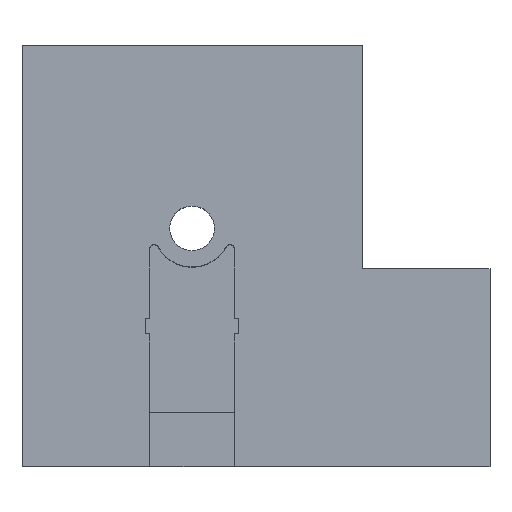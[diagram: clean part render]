
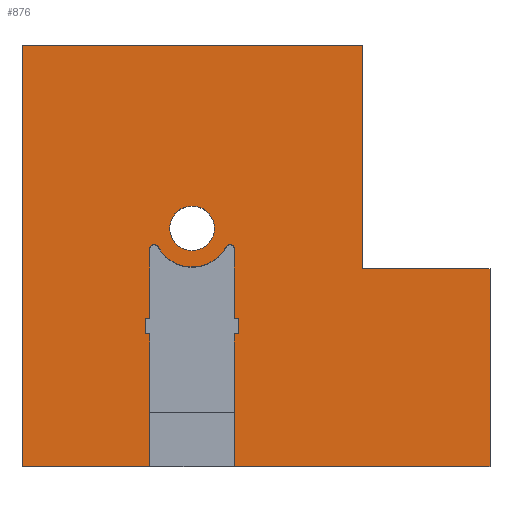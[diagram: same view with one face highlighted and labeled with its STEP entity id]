
A CAD part, top view. The second image highlights one B-rep face of the part: STEP entity #876.
In plain terms, the highlighted planar face has unit normal (0, 0, 1).
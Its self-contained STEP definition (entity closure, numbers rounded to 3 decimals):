
#712=AXIS2_PLACEMENT_3D('Plane Axis2P3D',#709,#710,#711) ;
#784=AXIS2_PLACEMENT_3D('Circle Axis2P3D',#782,#783,$) ;
#791=AXIS2_PLACEMENT_3D('Circle Axis2P3D',#789,#790,$) ;
#798=AXIS2_PLACEMENT_3D('Circle Axis2P3D',#796,#797,$) ;
#860=AXIS2_PLACEMENT_3D('Circle Axis2P3D',#858,#859,$) ;
#869=AXIS2_PLACEMENT_3D('Circle Axis2P3D',#867,#868,$) ;
#36=CARTESIAN_POINT('Line Origine',(4.29,0.,14.9)) ;
#40=CARTESIAN_POINT('Vertex',(8.58,0.,14.9)) ;
#42=CARTESIAN_POINT('Vertex',(0.,0.,14.9)) ;
#63=CARTESIAN_POINT('Vertex',(31.45,0.,14.9)) ;
#66=CARTESIAN_POINT('Line Origine',(22.865,0.,14.9)) ;
#70=CARTESIAN_POINT('Vertex',(14.28,0.,14.9)) ;
#709=CARTESIAN_POINT('Axis2P3D Location',(0.,28.3,14.9)) ;
#714=CARTESIAN_POINT('Line Origine',(31.45,6.65,14.9)) ;
#718=CARTESIAN_POINT('Vertex',(31.45,13.3,14.9)) ;
#721=CARTESIAN_POINT('Line Origine',(27.155,13.3,14.9)) ;
#725=CARTESIAN_POINT('Vertex',(22.86,13.3,14.9)) ;
#728=CARTESIAN_POINT('Line Origine',(22.86,20.8,14.9)) ;
#732=CARTESIAN_POINT('Vertex',(22.86,28.3,14.9)) ;
#735=CARTESIAN_POINT('Line Origine',(11.43,28.3,14.9)) ;
#739=CARTESIAN_POINT('Vertex',(0.,28.3,14.9)) ;
#742=CARTESIAN_POINT('Line Origine',(0.,14.15,14.9)) ;
#747=CARTESIAN_POINT('Line Origine',(8.58,4.45,14.9)) ;
#751=CARTESIAN_POINT('Vertex',(8.58,8.9,14.9)) ;
#754=CARTESIAN_POINT('Line Origine',(8.43,8.9,14.9)) ;
#758=CARTESIAN_POINT('Vertex',(8.28,8.9,14.9)) ;
#761=CARTESIAN_POINT('Line Origine',(8.28,9.425,14.9)) ;
#765=CARTESIAN_POINT('Vertex',(8.28,9.95,14.9)) ;
#768=CARTESIAN_POINT('Line Origine',(8.43,9.95,14.9)) ;
#772=CARTESIAN_POINT('Vertex',(8.58,9.95,14.9)) ;
#775=CARTESIAN_POINT('Line Origine',(8.58,12.284,14.9)) ;
#779=CARTESIAN_POINT('Vertex',(8.58,14.619,14.9)) ;
#782=CARTESIAN_POINT('Axis2P3D Location',(8.88,14.619,14.9)) ;
#786=CARTESIAN_POINT('Vertex',(9.144,14.762,14.9)) ;
#789=CARTESIAN_POINT('Axis2P3D Location',(11.43,16.,14.9)) ;
#793=CARTESIAN_POINT('Vertex',(13.716,14.762,14.9)) ;
#796=CARTESIAN_POINT('Axis2P3D Location',(13.98,14.619,14.9)) ;
#800=CARTESIAN_POINT('Vertex',(14.28,14.619,14.9)) ;
#803=CARTESIAN_POINT('Line Origine',(14.28,12.284,14.9)) ;
#807=CARTESIAN_POINT('Vertex',(14.28,9.95,14.9)) ;
#810=CARTESIAN_POINT('Line Origine',(14.43,9.95,14.9)) ;
#814=CARTESIAN_POINT('Vertex',(14.58,9.95,14.9)) ;
#817=CARTESIAN_POINT('Line Origine',(14.58,9.425,14.9)) ;
#821=CARTESIAN_POINT('Vertex',(14.58,8.9,14.9)) ;
#824=CARTESIAN_POINT('Line Origine',(14.43,8.9,14.9)) ;
#828=CARTESIAN_POINT('Vertex',(14.28,8.9,14.9)) ;
#831=CARTESIAN_POINT('Line Origine',(14.28,4.45,14.9)) ;
#858=CARTESIAN_POINT('Axis2P3D Location',(11.43,16.,14.9)) ;
#862=CARTESIAN_POINT('Vertex',(12.93,16.,14.9)) ;
#864=CARTESIAN_POINT('Vertex',(9.93,16.,14.9)) ;
#867=CARTESIAN_POINT('Axis2P3D Location',(11.43,16.,14.9)) ;
#37=DIRECTION('Vector Direction',(-1.,0.,0.)) ;
#67=DIRECTION('Vector Direction',(-1.,0.,0.)) ;
#710=DIRECTION('Axis2P3D Direction',(-0.,0.,1.)) ;
#711=DIRECTION('Axis2P3D XDirection',(0.,-1.,0.)) ;
#715=DIRECTION('Vector Direction',(0.,1.,0.)) ;
#722=DIRECTION('Vector Direction',(-1.,0.,0.)) ;
#729=DIRECTION('Vector Direction',(0.,-1.,0.)) ;
#736=DIRECTION('Vector Direction',(1.,0.,0.)) ;
#743=DIRECTION('Vector Direction',(0.,-1.,0.)) ;
#748=DIRECTION('Vector Direction',(0.,-1.,0.)) ;
#755=DIRECTION('Vector Direction',(1.,0.,0.)) ;
#762=DIRECTION('Vector Direction',(0.,-1.,0.)) ;
#769=DIRECTION('Vector Direction',(-1.,0.,0.)) ;
#776=DIRECTION('Vector Direction',(0.,-1.,0.)) ;
#783=DIRECTION('Axis2P3D Direction',(-0.,0.,1.)) ;
#790=DIRECTION('Axis2P3D Direction',(-0.,0.,1.)) ;
#797=DIRECTION('Axis2P3D Direction',(-0.,0.,1.)) ;
#804=DIRECTION('Vector Direction',(0.,1.,0.)) ;
#811=DIRECTION('Vector Direction',(-1.,0.,0.)) ;
#818=DIRECTION('Vector Direction',(0.,1.,0.)) ;
#825=DIRECTION('Vector Direction',(1.,0.,0.)) ;
#832=DIRECTION('Vector Direction',(0.,1.,0.)) ;
#859=DIRECTION('Axis2P3D Direction',(-0.,0.,1.)) ;
#868=DIRECTION('Axis2P3D Direction',(-0.,0.,1.)) ;
#38=VECTOR('Line Direction',#37,1.) ;
#68=VECTOR('Line Direction',#67,1.) ;
#716=VECTOR('Line Direction',#715,1.) ;
#723=VECTOR('Line Direction',#722,1.) ;
#730=VECTOR('Line Direction',#729,1.) ;
#737=VECTOR('Line Direction',#736,1.) ;
#744=VECTOR('Line Direction',#743,1.) ;
#749=VECTOR('Line Direction',#748,1.) ;
#756=VECTOR('Line Direction',#755,1.) ;
#763=VECTOR('Line Direction',#762,1.) ;
#770=VECTOR('Line Direction',#769,1.) ;
#777=VECTOR('Line Direction',#776,1.) ;
#805=VECTOR('Line Direction',#804,1.) ;
#812=VECTOR('Line Direction',#811,1.) ;
#819=VECTOR('Line Direction',#818,1.) ;
#826=VECTOR('Line Direction',#825,1.) ;
#833=VECTOR('Line Direction',#832,1.) ;
#837=ORIENTED_EDGE('',*,*,#72,.F.) ;
#838=ORIENTED_EDGE('',*,*,#720,.T.) ;
#839=ORIENTED_EDGE('',*,*,#727,.T.) ;
#840=ORIENTED_EDGE('',*,*,#734,.T.) ;
#841=ORIENTED_EDGE('',*,*,#741,.F.) ;
#842=ORIENTED_EDGE('',*,*,#746,.F.) ;
#843=ORIENTED_EDGE('',*,*,#44,.F.) ;
#844=ORIENTED_EDGE('',*,*,#753,.F.) ;
#845=ORIENTED_EDGE('',*,*,#760,.F.) ;
#846=ORIENTED_EDGE('',*,*,#767,.F.) ;
#847=ORIENTED_EDGE('',*,*,#774,.F.) ;
#848=ORIENTED_EDGE('',*,*,#781,.F.) ;
#849=ORIENTED_EDGE('',*,*,#788,.F.) ;
#850=ORIENTED_EDGE('',*,*,#795,.F.) ;
#851=ORIENTED_EDGE('',*,*,#802,.F.) ;
#852=ORIENTED_EDGE('',*,*,#809,.F.) ;
#853=ORIENTED_EDGE('',*,*,#816,.F.) ;
#854=ORIENTED_EDGE('',*,*,#823,.F.) ;
#855=ORIENTED_EDGE('',*,*,#830,.F.) ;
#856=ORIENTED_EDGE('',*,*,#835,.F.) ;
#873=ORIENTED_EDGE('',*,*,#866,.F.) ;
#874=ORIENTED_EDGE('',*,*,#871,.F.) ;
#875=FACE_BOUND('',#872,.T.) ;
#876=ADVANCED_FACE('HOUSING',(#857,#875),#713,.T.) ;
#785=CIRCLE('generated circle',#784,0.3) ;
#792=CIRCLE('generated circle',#791,2.6) ;
#799=CIRCLE('generated circle',#798,0.3) ;
#861=CIRCLE('generated circle',#860,1.5) ;
#870=CIRCLE('generated circle',#869,1.5) ;
#44=EDGE_CURVE('',#41,#43,#39,.T.) ;
#72=EDGE_CURVE('',#64,#71,#69,.T.) ;
#720=EDGE_CURVE('',#64,#719,#717,.T.) ;
#727=EDGE_CURVE('',#719,#726,#724,.T.) ;
#734=EDGE_CURVE('',#726,#733,#731,.F.) ;
#741=EDGE_CURVE('',#740,#733,#738,.T.) ;
#746=EDGE_CURVE('',#43,#740,#745,.F.) ;
#753=EDGE_CURVE('',#752,#41,#750,.T.) ;
#760=EDGE_CURVE('',#759,#752,#757,.T.) ;
#767=EDGE_CURVE('',#766,#759,#764,.T.) ;
#774=EDGE_CURVE('',#773,#766,#771,.T.) ;
#781=EDGE_CURVE('',#780,#773,#778,.T.) ;
#788=EDGE_CURVE('',#787,#780,#785,.T.) ;
#795=EDGE_CURVE('',#794,#787,#792,.F.) ;
#802=EDGE_CURVE('',#801,#794,#799,.T.) ;
#809=EDGE_CURVE('',#808,#801,#806,.T.) ;
#816=EDGE_CURVE('',#815,#808,#813,.T.) ;
#823=EDGE_CURVE('',#822,#815,#820,.T.) ;
#830=EDGE_CURVE('',#829,#822,#827,.T.) ;
#835=EDGE_CURVE('',#71,#829,#834,.T.) ;
#866=EDGE_CURVE('',#863,#865,#861,.T.) ;
#871=EDGE_CURVE('',#865,#863,#870,.T.) ;
#836=EDGE_LOOP('',(#837,#838,#839,#840,#841,#842,#843,#844,#845,#846,#847,#848,#849,#850,#851,#852,#853,#854,#855,#856)) ;
#872=EDGE_LOOP('',(#873,#874)) ;
#857=FACE_OUTER_BOUND('',#836,.T.) ;
#39=LINE('Line',#36,#38) ;
#69=LINE('Line',#66,#68) ;
#717=LINE('Line',#714,#716) ;
#724=LINE('Line',#721,#723) ;
#731=LINE('Line',#728,#730) ;
#738=LINE('Line',#735,#737) ;
#745=LINE('Line',#742,#744) ;
#750=LINE('Line',#747,#749) ;
#757=LINE('Line',#754,#756) ;
#764=LINE('Line',#761,#763) ;
#771=LINE('Line',#768,#770) ;
#778=LINE('Line',#775,#777) ;
#806=LINE('Line',#803,#805) ;
#813=LINE('Line',#810,#812) ;
#820=LINE('Line',#817,#819) ;
#827=LINE('Line',#824,#826) ;
#834=LINE('Line',#831,#833) ;
#713=PLANE('',#712) ;
#41=VERTEX_POINT('',#40) ;
#43=VERTEX_POINT('',#42) ;
#64=VERTEX_POINT('',#63) ;
#71=VERTEX_POINT('',#70) ;
#719=VERTEX_POINT('',#718) ;
#726=VERTEX_POINT('',#725) ;
#733=VERTEX_POINT('',#732) ;
#740=VERTEX_POINT('',#739) ;
#752=VERTEX_POINT('',#751) ;
#759=VERTEX_POINT('',#758) ;
#766=VERTEX_POINT('',#765) ;
#773=VERTEX_POINT('',#772) ;
#780=VERTEX_POINT('',#779) ;
#787=VERTEX_POINT('',#786) ;
#794=VERTEX_POINT('',#793) ;
#801=VERTEX_POINT('',#800) ;
#808=VERTEX_POINT('',#807) ;
#815=VERTEX_POINT('',#814) ;
#822=VERTEX_POINT('',#821) ;
#829=VERTEX_POINT('',#828) ;
#863=VERTEX_POINT('',#862) ;
#865=VERTEX_POINT('',#864) ;
